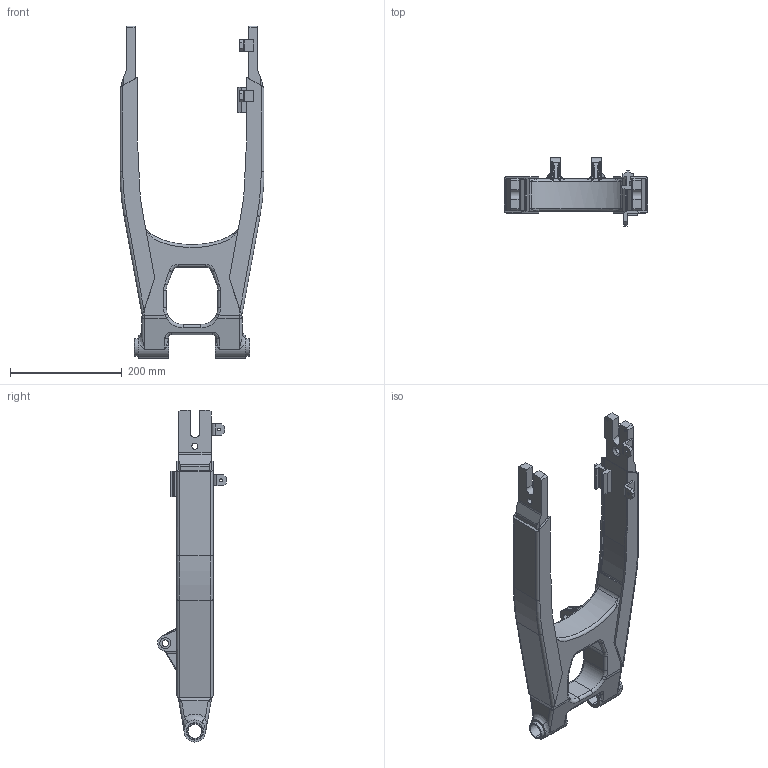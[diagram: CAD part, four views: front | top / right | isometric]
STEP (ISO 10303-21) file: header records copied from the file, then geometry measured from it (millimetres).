
FILE_DESCRIPTION (( 'STEP AP214' ), '1' );
FILE_NAME ('XR400 SWINGARM.STEP', '2015-03-31T12:41:04', ( '' ), ( '' ), 'SwSTEP 2.0', 'SolidWorks 2014', '' );
FILE_SCHEMA (( 'AUTOMOTIVE_DESIGN' ));
Length unit declared in the file: millimetre
Products named in the file (1): XR400 SWINGARM
Bounding box: 258 x 123.5 x 594.9 mm (x, y, z)
Volume: 1183564.6 mm3; surface area: 516295.4 mm2
Topology: 8 solids, 8 shells, 696 faces, 1768 edges, 1054 vertices
Faces by surface type: cylinder 253, plane 221, bspline 126, torus 68, cone 16, sphere 12
Entity records: 26284 total; most frequent: CARTESIAN_POINT 10603, ORIENTED_EDGE 3460, DIRECTION 3050, EDGE_CURVE 1730, AXIS2_PLACEMENT_3D 1139, VERTEX_POINT 1054, LINE 772, VECTOR 772
